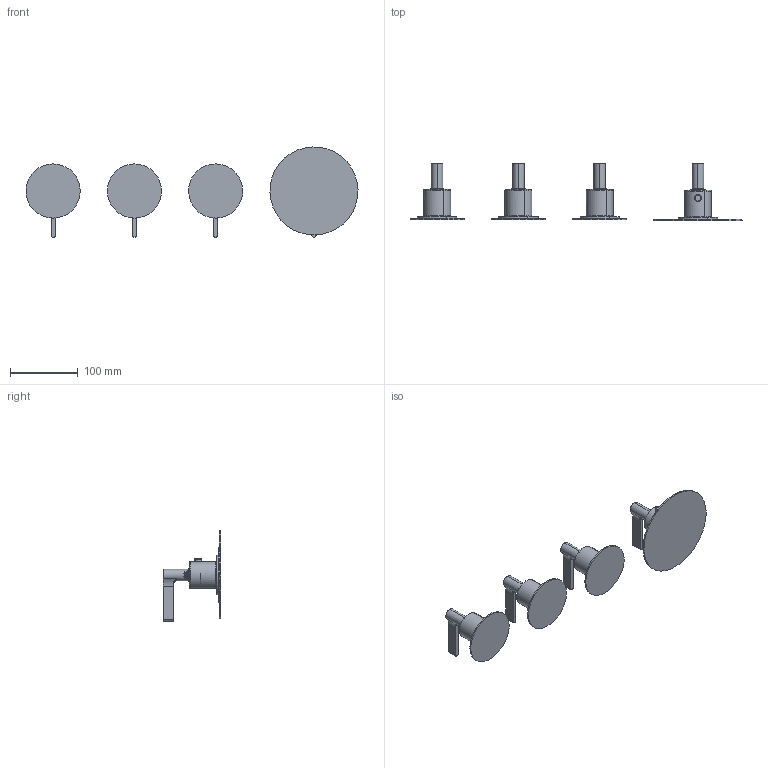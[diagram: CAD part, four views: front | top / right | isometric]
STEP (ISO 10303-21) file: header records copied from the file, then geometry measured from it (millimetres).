
FILE_DESCRIPTION(('CATIA V5 STEP Exchange','CAx-IF Rec.Pracs.--- Model Styling and Organization---1.5--- 2016-08-15','CAx-IF Rec.Pracs.---Supplemental Geometry---1.0---2011-11-01','CAx-IF Rec.Pracs.--- Composite Materials ---3.4---2017-06-13','CAx-IF Rec.Pracs.---Tessellated 3D Geometry---1.0---2015-12-17'),'2;1');
FILE_NAME('GL00R300.stp','2023-02-03T10:44:37+00:00',('none'),('none'),'CATIA Version 5-6 Release 2020 SP2','CATIA V5 STEP AP242 v2','none');
FILE_SCHEMA(('AP242_MANAGED_MODEL_BASED_3D_ENGINEERING_MIM_LF {1 0 10303 442 1 1 4}'));
Length unit declared in the file: millimetre
Products named in the file (1): Product1_AllCATPart
Bounding box: 489.97 x 85 x 133.02 mm (x, y, z)
Volume: 227381.5 mm3; surface area: 128574 mm2
Topology: 14 solids, 14 shells, 1103 faces, 3129 edges, 2087 vertices
Faces by surface type: plane 661, extrusion 208, cylinder 180, cone 32, torus 14, sphere 8
Entity records: 34832 total; most frequent: CARTESIAN_POINT 9239, ORIENTED_EDGE 6258, DIRECTION 3521, EDGE_CURVE 3129, VERTEX_POINT 2087, VECTOR 1649, AXIS2_PLACEMENT_3D 1445, LINE 1441
